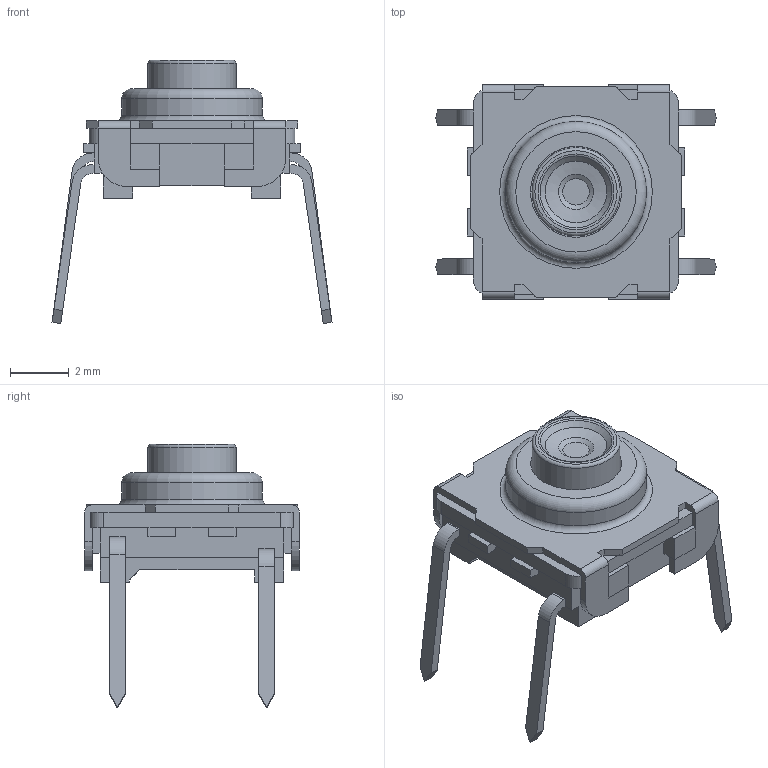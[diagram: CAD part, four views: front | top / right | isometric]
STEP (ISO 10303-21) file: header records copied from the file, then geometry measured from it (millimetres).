
FILE_DESCRIPTION(/* description */ ('model of SW_Tactile_Straight_KSA0Axx1LFTR'),/* implementation_level */ '2;1');
FILE_NAME(/* name */ 'SW_Tactile_Straight_KSA0Axx1LFTR.step',/* time_stamp */ '1970-01-01T00:00:00',/* author */ ('KiCAD','kicad'),/* organization */ ('OCCT'),/* preprocessor_version */ '',/* originating_system */ 'KiCAD',/* authorisation */ '');
FILE_SCHEMA(('AUTOMOTIVE_DESIGN { 1 0 10303 214 1 1 1 1 }'));
Length unit declared in the file: millimetre
Products named in the file (1): SW_Tactile_Straight_KSA0Axx1LFTR
Bounding box: 9.54 x 7.3 x 8.96 mm (x, y, z)
Volume: 129.2 mm3; surface area: 275.9 mm2
Topology: 1 solids, 1 shells, 202 faces, 553 edges, 359 vertices
Faces by surface type: plane 168, cylinder 27, torus 4, cone 3
Full cylindrical faces by diameter (mm): 3 x1, 3.1 x1, 4.8 x1
Entity records: 4237 total; most frequent: ORIENTED_EDGE 860, EDGE_CURVE 553, CARTESIAN_POINT 550, LINE 393, VERTEX_POINT 359, AXIS2_PLACEMENT_3D 209, FACE_BOUND 208, EDGE_LOOP 208
